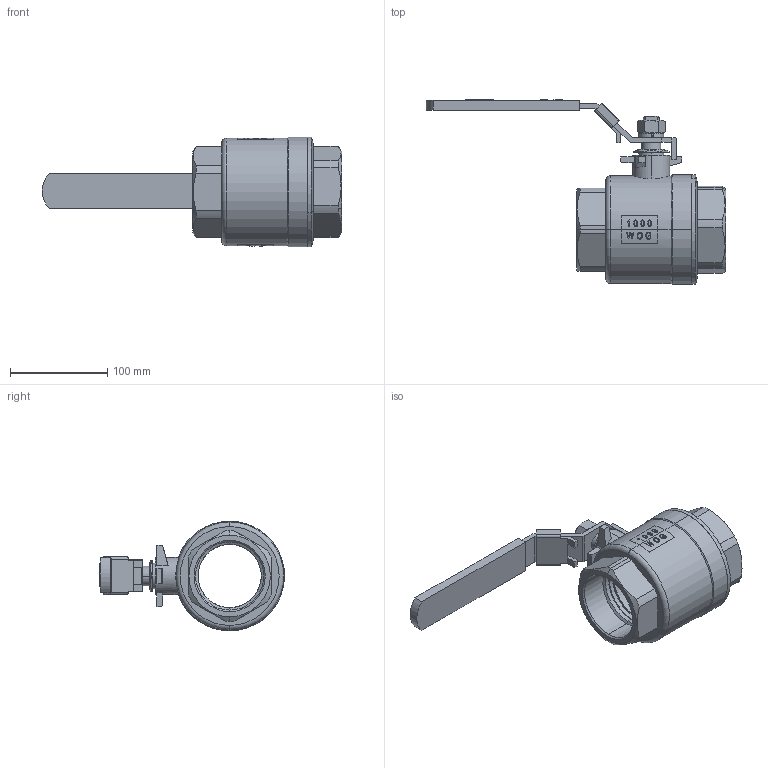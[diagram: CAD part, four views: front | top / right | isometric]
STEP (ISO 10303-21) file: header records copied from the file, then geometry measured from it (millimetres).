
FILE_DESCRIPTION (( 'STEP AP203' ), '1' );
FILE_NAME ('MV-25 DN65-000.STEP', '2022-02-19T08:05:11', ( '' ), ( '' ), 'SwSTEP 2.0', 'SolidWorks 2012', '' );
FILE_SCHEMA (( 'CONFIG_CONTROL_DESIGN' ));
Length unit declared in the file: millimetre
Products named in the file (17): MV-25  DN65-000; MV-25  DN65-FGM; MV-25  DN65-KZ; MV-25  DN65-TD; MV-25   DN65-YG; MV-25  DN65-S; MV-25  DN65-SBT; MV-25  DN65-ZT; MV-25  DN65-FZ; MV-25  DN65-Q; MV-25  DN65-FG; MV-25  DN65-TL(2); MV-25  DN65-M; MV-25  DN65-TL(3); MV-25  DN65-G; MV-25  DN65-T; MV-25  DN65-TL(1)
Assembly tree (17 placements, depth 2):
  MV-25  DN65-000
    MV-25  DN65-T
    MV-25  DN65-TL(1)
    MV-25  DN65-TL(2)
    MV-25  DN65-TL(3)
    MV-25  DN65-M
    MV-25  DN65-G
    MV-25  DN65-FZ  x2
    MV-25  DN65-Q
    MV-25  DN65-FG
    MV-25   DN65-YG
    MV-25  DN65-ZT
    MV-25  DN65-S
    MV-25  DN65-SBT
    MV-25  DN65-KZ
    MV-25  DN65-FGM
    MV-25  DN65-TD
Bounding box: 307.26 x 189.83 x 112.5 mm (x, y, z)
Volume: 746841.7 mm3; surface area: 259558.3 mm2
Topology: 17 solids, 17 shells, 656 faces, 1632 edges, 1062 vertices
Faces by surface type: plane 271, cylinder 164, bspline 144, cone 71, torus 4, sphere 2
Entity records: 47584 total; most frequent: CARTESIAN_POINT 31366, ORIENTED_EDGE 3202, DIRECTION 2558, EDGE_CURVE 1601, VERTEX_POINT 1045, AXIS2_PLACEMENT_3D 924, EDGE_LOOP 724, VECTOR 710
